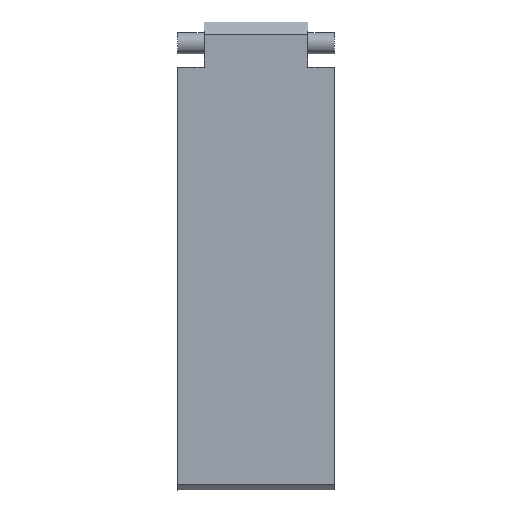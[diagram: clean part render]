
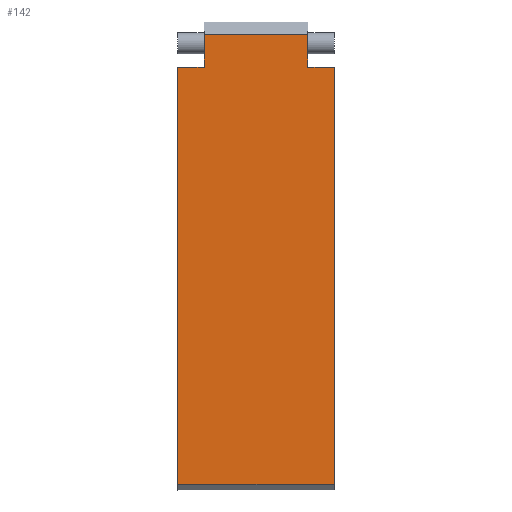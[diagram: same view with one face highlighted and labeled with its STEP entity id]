
A CAD part, top view. The second image highlights one B-rep face of the part: STEP entity #142.
In plain terms, the highlighted planar face has unit normal (0, 0, 1).
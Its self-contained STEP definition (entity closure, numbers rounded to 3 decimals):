
#83=AXIS2_PLACEMENT_3D('Plane Axis2P3D',#80,#81,#82) ;
#37=CARTESIAN_POINT('Line Origine',(5.4,15.9,1.6)) ;
#41=CARTESIAN_POINT('Vertex',(5.9,15.9,1.6)) ;
#43=CARTESIAN_POINT('Vertex',(4.9,15.9,1.6)) ;
#80=CARTESIAN_POINT('Axis2P3D Location',(-0.05,15.587,1.6)) ;
#85=CARTESIAN_POINT('Line Origine',(5.9,8.059,1.6)) ;
#89=CARTESIAN_POINT('Vertex',(5.9,0.218,1.6)) ;
#92=CARTESIAN_POINT('Line Origine',(4.9,16.516,1.6)) ;
#96=CARTESIAN_POINT('Vertex',(4.9,17.131,1.6)) ;
#99=CARTESIAN_POINT('Line Origine',(2.95,17.131,1.6)) ;
#103=CARTESIAN_POINT('Vertex',(1.,17.131,1.6)) ;
#106=CARTESIAN_POINT('Line Origine',(1.,16.516,1.6)) ;
#110=CARTESIAN_POINT('Vertex',(1.,15.9,1.6)) ;
#113=CARTESIAN_POINT('Line Origine',(0.5,15.9,1.6)) ;
#117=CARTESIAN_POINT('Vertex',(0.,15.9,1.6)) ;
#120=CARTESIAN_POINT('Line Origine',(0.,8.059,1.6)) ;
#124=CARTESIAN_POINT('Vertex',(0.,0.218,1.6)) ;
#127=CARTESIAN_POINT('Line Origine',(2.95,0.218,1.6)) ;
#38=DIRECTION('Vector Direction',(1.,0.,0.)) ;
#81=DIRECTION('Axis2P3D Direction',(0.,0.,1.)) ;
#82=DIRECTION('Axis2P3D XDirection',(0.,-1.,0.)) ;
#86=DIRECTION('Vector Direction',(0.,-1.,0.)) ;
#93=DIRECTION('Vector Direction',(0.,1.,0.)) ;
#100=DIRECTION('Vector Direction',(1.,0.,0.)) ;
#107=DIRECTION('Vector Direction',(0.,1.,0.)) ;
#114=DIRECTION('Vector Direction',(1.,0.,0.)) ;
#121=DIRECTION('Vector Direction',(0.,1.,0.)) ;
#128=DIRECTION('Vector Direction',(-1.,0.,0.)) ;
#39=VECTOR('Line Direction',#38,1.) ;
#87=VECTOR('Line Direction',#86,1.) ;
#94=VECTOR('Line Direction',#93,1.) ;
#101=VECTOR('Line Direction',#100,1.) ;
#108=VECTOR('Line Direction',#107,1.) ;
#115=VECTOR('Line Direction',#114,1.) ;
#122=VECTOR('Line Direction',#121,1.) ;
#129=VECTOR('Line Direction',#128,1.) ;
#133=ORIENTED_EDGE('',*,*,#91,.F.) ;
#134=ORIENTED_EDGE('',*,*,#45,.T.) ;
#135=ORIENTED_EDGE('',*,*,#98,.T.) ;
#136=ORIENTED_EDGE('',*,*,#105,.F.) ;
#137=ORIENTED_EDGE('',*,*,#112,.F.) ;
#138=ORIENTED_EDGE('',*,*,#119,.T.) ;
#139=ORIENTED_EDGE('',*,*,#126,.T.) ;
#140=ORIENTED_EDGE('',*,*,#131,.T.) ;
#142=ADVANCED_FACE('COVER',(#141),#84,.T.) ;
#45=EDGE_CURVE('',#42,#44,#40,.F.) ;
#91=EDGE_CURVE('',#42,#90,#88,.T.) ;
#98=EDGE_CURVE('',#44,#97,#95,.T.) ;
#105=EDGE_CURVE('',#104,#97,#102,.T.) ;
#112=EDGE_CURVE('',#111,#104,#109,.T.) ;
#119=EDGE_CURVE('',#111,#118,#116,.F.) ;
#126=EDGE_CURVE('',#118,#125,#123,.F.) ;
#131=EDGE_CURVE('',#125,#90,#130,.F.) ;
#132=EDGE_LOOP('',(#133,#134,#135,#136,#137,#138,#139,#140)) ;
#141=FACE_OUTER_BOUND('',#132,.T.) ;
#40=LINE('Line',#37,#39) ;
#88=LINE('Line',#85,#87) ;
#95=LINE('Line',#92,#94) ;
#102=LINE('Line',#99,#101) ;
#109=LINE('Line',#106,#108) ;
#116=LINE('Line',#113,#115) ;
#123=LINE('Line',#120,#122) ;
#130=LINE('Line',#127,#129) ;
#84=PLANE('',#83) ;
#42=VERTEX_POINT('',#41) ;
#44=VERTEX_POINT('',#43) ;
#90=VERTEX_POINT('',#89) ;
#97=VERTEX_POINT('',#96) ;
#104=VERTEX_POINT('',#103) ;
#111=VERTEX_POINT('',#110) ;
#118=VERTEX_POINT('',#117) ;
#125=VERTEX_POINT('',#124) ;
